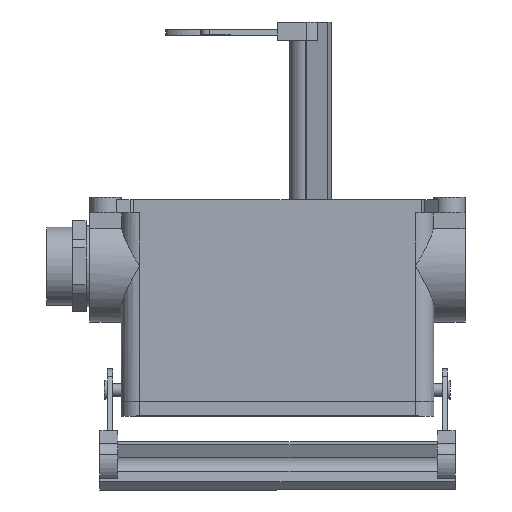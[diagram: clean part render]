
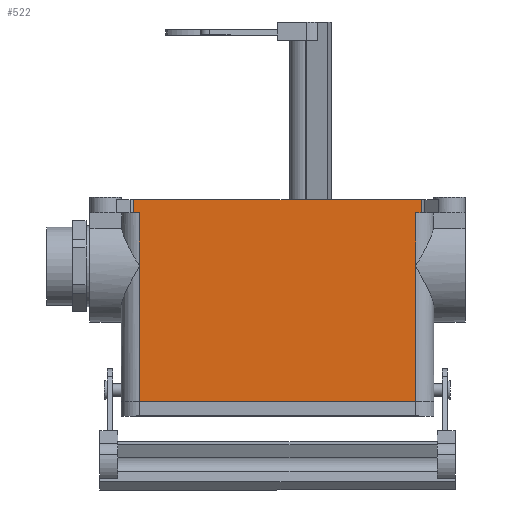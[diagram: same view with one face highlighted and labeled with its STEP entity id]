
A CAD part, top view. The second image highlights one B-rep face of the part: STEP entity #522.
In plain terms, the highlighted planar face has unit normal (0, 0, 1).
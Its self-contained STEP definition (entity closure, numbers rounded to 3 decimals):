
#522 = ADVANCED_FACE( '', ( #1119 ), #1120, .F. );
#1119 = FACE_OUTER_BOUND( '', #1776, .T. );
#1120 = PLANE( '', #1777 );
#1776 = EDGE_LOOP( '', ( #3263, #3264, #3265, #3266, #3267, #3268, #3269, #3270, #3271, #3272 ) );
#1777 = AXIS2_PLACEMENT_3D( '', #3273, #3274, #3275 );
#3263 = ORIENTED_EDGE( '', *, *, #4101, .T. );
#3264 = ORIENTED_EDGE( '', *, *, #4314, .T. );
#3265 = ORIENTED_EDGE( '', *, *, #4321, .F. );
#3266 = ORIENTED_EDGE( '', *, *, #3884, .T. );
#3267 = ORIENTED_EDGE( '', *, *, #4075, .T. );
#3268 = ORIENTED_EDGE( '', *, *, #4218, .F. );
#3269 = ORIENTED_EDGE( '', *, *, #4044, .F. );
#3270 = ORIENTED_EDGE( '', *, *, #3787, .F. );
#3271 = ORIENTED_EDGE( '', *, *, #4129, .F. );
#3272 = ORIENTED_EDGE( '', *, *, #4253, .T. );
#3273 = CARTESIAN_POINT( '', ( 56.015, -5., 21.5 ) );
#3274 = DIRECTION( '', ( 0., 0., -1. ) );
#3275 = DIRECTION( '', ( -1., 0., 0. ) );
#3787 = EDGE_CURVE( '', #4527, #4528, #4529, .T. );
#3884 = EDGE_CURVE( '', #4693, #4698, #4700, .T. );
#4044 = EDGE_CURVE( '', #4528, #4953, #4954, .T. );
#4075 = EDGE_CURVE( '', #4698, #5003, #5004, .T. );
#4101 = EDGE_CURVE( '', #5044, #5042, #5045, .T. );
#4129 = EDGE_CURVE( '', #5083, #4527, #5085, .T. );
#4218 = EDGE_CURVE( '', #4953, #5003, #5206, .T. );
#4253 = EDGE_CURVE( '', #5083, #5044, #5246, .T. );
#4314 = EDGE_CURVE( '', #5042, #5324, #5326, .F. );
#4321 = EDGE_CURVE( '', #4693, #5324, #5333, .T. );
#4527 = VERTEX_POINT( '', #5586 );
#4528 = VERTEX_POINT( '', #5587 );
#4529 = LINE( '', #5588, #5589 );
#4693 = VERTEX_POINT( '', #5842 );
#4698 = VERTEX_POINT( '', #5848 );
#4700 = LINE( '', #5869, #5870 );
#4953 = VERTEX_POINT( '', #6252 );
#4954 = LINE( '', #6253, #6254 );
#5003 = VERTEX_POINT( '', #6347 );
#5004 = LINE( '', #6348, #6349 );
#5042 = VERTEX_POINT( '', #6430 );
#5044 = VERTEX_POINT( '', #6432 );
#5045 = LINE( '', #6433, #6434 );
#5083 = VERTEX_POINT( '', #6480 );
#5085 = LINE( '', #6482, #6483 );
#5206 = LINE( '', #6716, #6717 );
#5246 = LINE( '', #6774, #6775 );
#5324 = VERTEX_POINT( '', #6882 );
#5326 = LINE( '', #6884, #6885 );
#5333 = LINE( '', #6893, #6894 );
#5586 = CARTESIAN_POINT( '', ( 53., -5., 21.5 ) );
#5587 = CARTESIAN_POINT( '', ( 53., -25.5, 21.5 ) );
#5588 = CARTESIAN_POINT( '', ( 53., 96.515, 21.5 ) );
#5589 = VECTOR( '', #7097, 1000. );
#5842 = CARTESIAN_POINT( '', ( -53., -5., 21.5 ) );
#5848 = CARTESIAN_POINT( '', ( -53., -25.5, 21.5 ) );
#5869 = CARTESIAN_POINT( '', ( -53., 96.515, 21.5 ) );
#5870 = VECTOR( '', #7225, 1000. );
#6252 = CARTESIAN_POINT( '', ( 53., -77.4, 21.5 ) );
#6253 = CARTESIAN_POINT( '', ( 53., 96.515, 21.5 ) );
#6254 = VECTOR( '', #7431, 1000. );
#6347 = CARTESIAN_POINT( '', ( -53., -77.4, 21.5 ) );
#6348 = CARTESIAN_POINT( '', ( -53., 96.515, 21.5 ) );
#6349 = VECTOR( '', #7481, 1000. );
#6430 = CARTESIAN_POINT( '', ( -55.186, 0., 21.5 ) );
#6432 = CARTESIAN_POINT( '', ( 55.186, 0., 21.5 ) );
#6433 = CARTESIAN_POINT( '', ( 56.015, 0., 21.5 ) );
#6434 = VECTOR( '', #7513, 1000. );
#6480 = CARTESIAN_POINT( '', ( 55.186, -5., 21.5 ) );
#6482 = CARTESIAN_POINT( '', ( 56.015, -5., 21.5 ) );
#6483 = VECTOR( '', #7564, 1000. );
#6716 = CARTESIAN_POINT( '', ( -53., -77.4, 21.5 ) );
#6717 = VECTOR( '', #7657, 1000. );
#6774 = CARTESIAN_POINT( '', ( 55.186, 0., 21.5 ) );
#6775 = VECTOR( '', #7687, 1000. );
#6882 = CARTESIAN_POINT( '', ( -55.186, -5., 21.5 ) );
#6884 = CARTESIAN_POINT( '', ( -55.186, -5., 21.5 ) );
#6885 = VECTOR( '', #7756, 1000. );
#6893 = CARTESIAN_POINT( '', ( 56.015, -5., 21.5 ) );
#6894 = VECTOR( '', #7758, 1000. );
#7097 = DIRECTION( '', ( 0., -1., 0. ) );
#7225 = DIRECTION( '', ( 0., -1., 0. ) );
#7431 = DIRECTION( '', ( 0., -1., 0. ) );
#7481 = DIRECTION( '', ( 0., -1., 0. ) );
#7513 = DIRECTION( '', ( -1., 0., 0. ) );
#7564 = DIRECTION( '', ( -1., 0., 0. ) );
#7657 = DIRECTION( '', ( -1., 0., 0. ) );
#7687 = DIRECTION( '', ( 0., 1., 0. ) );
#7756 = DIRECTION( '', ( 0., 1., 0. ) );
#7758 = DIRECTION( '', ( -1., 0., 0. ) );
